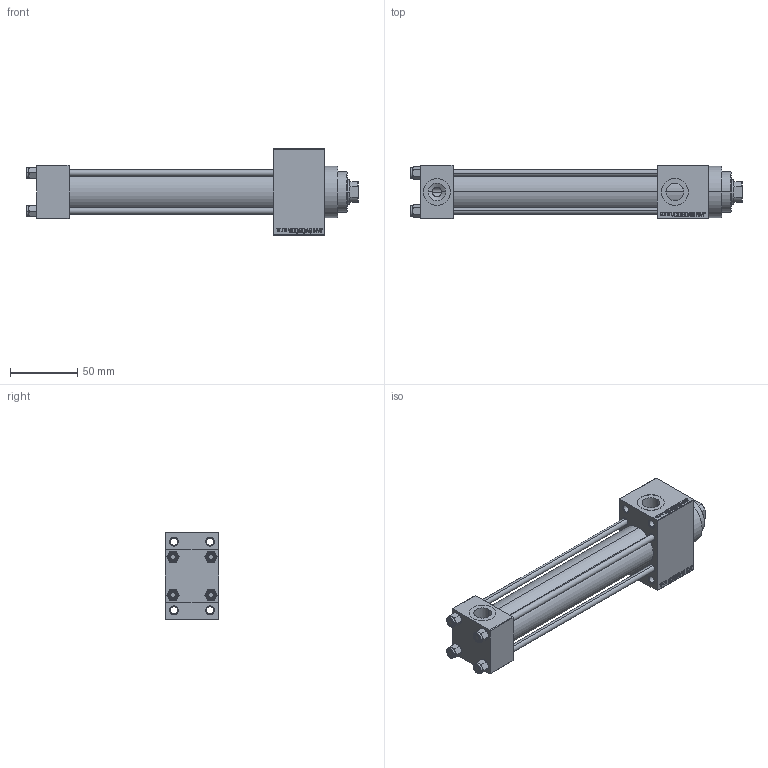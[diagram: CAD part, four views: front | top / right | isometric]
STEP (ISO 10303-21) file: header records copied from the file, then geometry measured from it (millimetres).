
FILE_DESCRIPTION (( 'STEP AP203' ), '1' );
FILE_NAME ('57bd.STEP', '2022-04-14T14:40:07', ( '' ), ( '' ), 'SwSTEP 2.0', 'SolidWorks 2019', '' );
FILE_SCHEMA (( 'CONFIG_CONTROL_DESIGN' ));
Length unit declared in the file: millimetre
Products named in the file (6): V215CR_VCP_D abbfb41877a12feffdf8ca4bc31aedd6; V215CR_D_Body abbfb41877a12feffdf8ca4bc31aedd6; NUT_M5_D abbfb41877a12feffdf8ca4bc31aedd6; V215CR_D_TYCINKA abbfb41877a12feffdf8ca4bc31aedd6; 57bd; V215_VC_A abbfb41877a12feffdf8ca4bc31aedd6
Assembly tree (11 placements, depth 2):
  57bd
    V215CR_D_Body abbfb41877a12feffdf8ca4bc31aedd6
    V215CR_VCP_D abbfb41877a12feffdf8ca4bc31aedd6
    NUT_M5_D abbfb41877a12feffdf8ca4bc31aedd6  x4
    V215CR_D_TYCINKA abbfb41877a12feffdf8ca4bc31aedd6  x4
    V215_VC_A abbfb41877a12feffdf8ca4bc31aedd6
Bounding box: 247 x 40 x 64 mm (x, y, z)
Volume: 241796.8 mm3; surface area: 95637.1 mm2
Topology: 11 solids, 11 shells, 1101 faces, 2744 edges, 1775 vertices
Faces by surface type: plane 495, bspline 368, cone 144, cylinder 86, torus 8
Entity records: 47110 total; most frequent: CARTESIAN_POINT 25035, ORIENTED_EDGE 4980, DIRECTION 3178, EDGE_CURVE 2490, VERTEX_POINT 1631, LINE 1502, VECTOR 1502, EDGE_LOOP 1111
